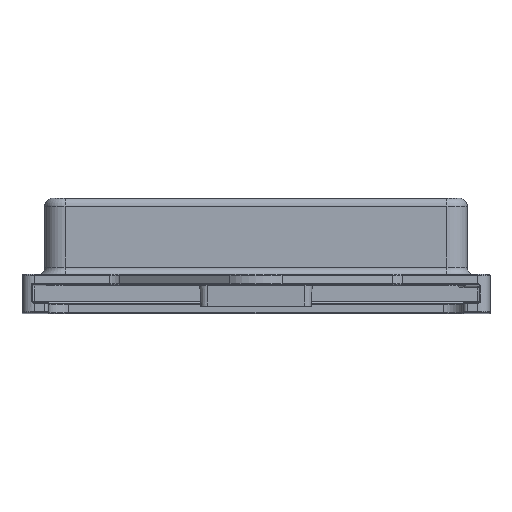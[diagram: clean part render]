
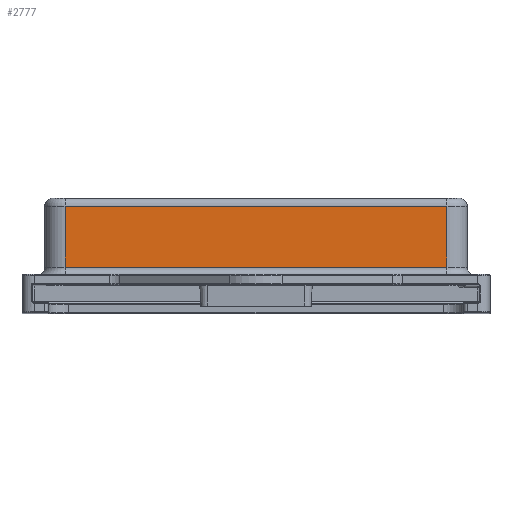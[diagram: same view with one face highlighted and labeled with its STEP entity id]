
A CAD part, top view. The second image highlights one B-rep face of the part: STEP entity #2777.
In plain terms, the highlighted planar face has unit normal (0, 0, 1).
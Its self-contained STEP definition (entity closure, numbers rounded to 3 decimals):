
#124 = DIRECTION ( 'NONE',  ( -1., 0., 0. ) ) ;
#140 = ORIENTED_EDGE ( 'NONE', *, *, #1057, .T. ) ;
#249 = VERTEX_POINT ( 'NONE', #4023 ) ;
#310 = VECTOR ( 'NONE', #2391, 1000. ) ;
#520 = DIRECTION ( 'NONE',  ( 0., 0., -1. ) ) ;
#622 = FACE_OUTER_BOUND ( 'NONE', #5064, .T. ) ;
#777 = LINE ( 'NONE', #4518, #310 ) ;
#1057 = EDGE_CURVE ( 'NONE', #4912, #249, #4030, .T. ) ;
#1059 = DIRECTION ( 'NONE',  ( 0., 1., 0. ) ) ;
#1084 = VERTEX_POINT ( 'NONE', #3908 ) ;
#1104 = ORIENTED_EDGE ( 'NONE', *, *, #4891, .T. ) ;
#1744 = ORIENTED_EDGE ( 'NONE', *, *, #2060, .T. ) ;
#1837 = EDGE_CURVE ( 'NONE', #249, #4265, #2171, .T. ) ;
#2060 = EDGE_CURVE ( 'NONE', #4265, #1084, #777, .T. ) ;
#2115 = CARTESIAN_POINT ( 'NONE',  ( -23.5, 10.75, -62. ) ) ;
#2171 = LINE ( 'NONE', #2115, #4996 ) ;
#2200 = DIRECTION ( 'NONE',  ( 0., -1., 0. ) ) ;
#2214 = PLANE ( 'NONE',  #2846 ) ;
#2391 = DIRECTION ( 'NONE',  ( 1., 0., 0. ) ) ;
#2718 = CARTESIAN_POINT ( 'NONE',  ( 23.5, 9.75, -62. ) ) ;
#2777 = ADVANCED_FACE ( 'NONE', ( #622 ), #2214, .F. ) ;
#2793 = CARTESIAN_POINT ( 'NONE',  ( -23.5, 2.25, -62. ) ) ;
#2846 = AXIS2_PLACEMENT_3D ( 'NONE', #4418, #520, #4319 ) ;
#3030 = VECTOR ( 'NONE', #124, 1000. ) ;
#3549 = CARTESIAN_POINT ( 'NONE',  ( 23.5, 10.75, -62. ) ) ;
#3908 = CARTESIAN_POINT ( 'NONE',  ( 23.5, 2.25, -62. ) ) ;
#4023 = CARTESIAN_POINT ( 'NONE',  ( -23.5, 9.75, -62. ) ) ;
#4030 = LINE ( 'NONE', #5162, #3030 ) ;
#4265 = VERTEX_POINT ( 'NONE', #2793 ) ;
#4313 = VECTOR ( 'NONE', #1059, 1000. ) ;
#4319 = DIRECTION ( 'NONE',  ( -1., 0., 0. ) ) ;
#4388 = ORIENTED_EDGE ( 'NONE', *, *, #1837, .T. ) ;
#4418 = CARTESIAN_POINT ( 'NONE',  ( -26., 10.75, -62. ) ) ;
#4518 = CARTESIAN_POINT ( 'NONE',  ( -26., 2.25, -62. ) ) ;
#4856 = LINE ( 'NONE', #3549, #4313 ) ;
#4891 = EDGE_CURVE ( 'NONE', #1084, #4912, #4856, .T. ) ;
#4912 = VERTEX_POINT ( 'NONE', #2718 ) ;
#4996 = VECTOR ( 'NONE', #2200, 1000. ) ;
#5064 = EDGE_LOOP ( 'NONE', ( #1104, #140, #4388, #1744 ) ) ;
#5162 = CARTESIAN_POINT ( 'NONE',  ( -26., 9.75, -62. ) ) ;
